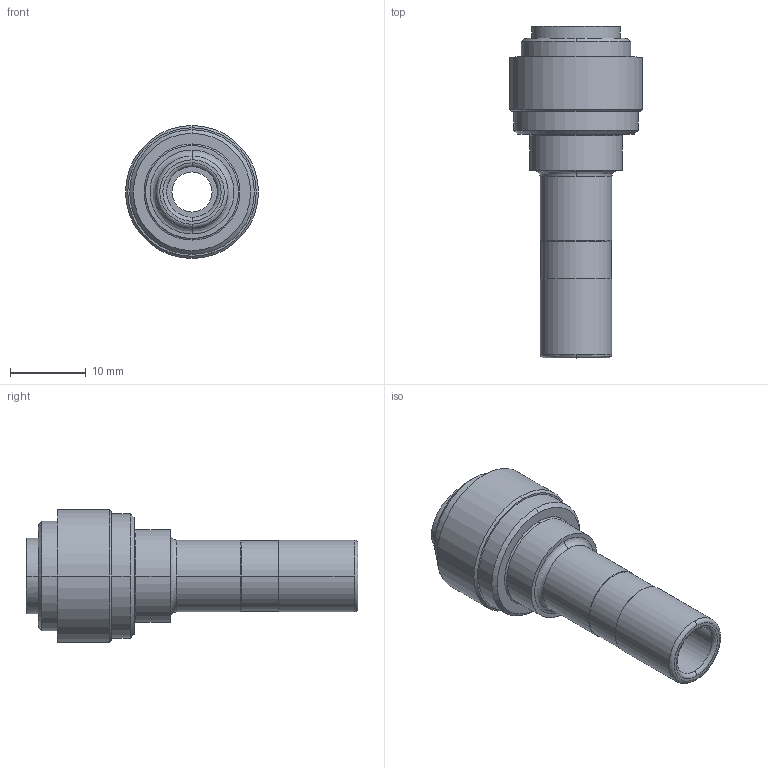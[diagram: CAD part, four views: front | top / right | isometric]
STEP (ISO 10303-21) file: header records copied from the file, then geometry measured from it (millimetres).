
FILE_DESCRIPTION (( 'STEP AP214' ), '1' );
FILE_NAME ('PR38-14-P.step', '2017-08-29T20:55:45', ( '' ), ( '' ), 'SwSTEP 2.0', 'SolidWorks 2017', '' );
FILE_SCHEMA (( 'AUTOMOTIVE_DESIGN' ));
Length unit declared in the file: inch
Products named in the file (1): PR38-14-P
Bounding box: 17.6 x 43.9 x 17.6 mm (x, y, z)
Volume: 3794.2 mm3; surface area: 2916.9 mm2
Topology: 1 solids, 1 shells, 52 faces, 132 edges, 88 vertices
Faces by surface type: cylinder 20, bspline 14, cone 10, plane 8
Entity records: 2711 total; most frequent: CARTESIAN_POINT 1428, DIRECTION 268, ORIENTED_EDGE 264, EDGE_CURVE 132, AXIS2_PLACEMENT_3D 119, VERTEX_POINT 88, CIRCLE 80, EDGE_LOOP 60
